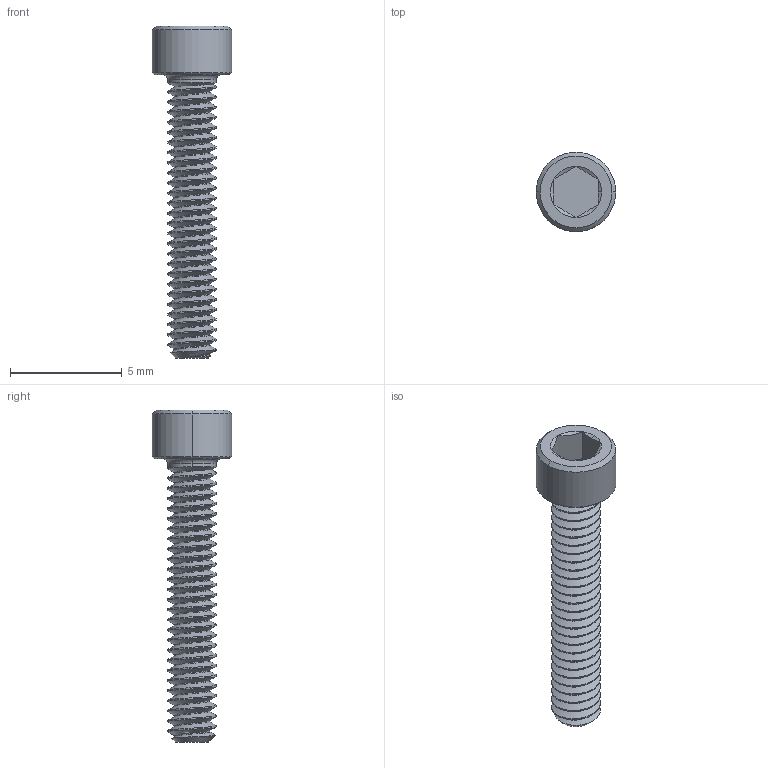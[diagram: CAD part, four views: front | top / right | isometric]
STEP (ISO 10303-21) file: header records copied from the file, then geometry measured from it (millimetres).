
FILE_DESCRIPTION (( 'STEP AP203' ), '1' );
FILE_NAME ('92196A081_18-8 Stainless Steel Socket Head Screw.STEP', '2023-02-01T16:15:26', ( 'Administrator' ), ( 'Managed by Terraform' ), 'SwSTEP 2.0', 'SolidWorks 2017', '' );
FILE_SCHEMA (( 'CONFIG_CONTROL_DESIGN' ));
Length unit declared in the file: inch
Products named in the file (1): 92196A081_18-8 Stainless Steel Socket Head Screw
Bounding box: 3.57 x 3.57 x 14.88 mm (x, y, z)
Volume: 52.9 mm3; surface area: 180.7 mm2
Topology: 1 solids, 1 shells, 88 faces, 233 edges, 149 vertices
Faces by surface type: cylinder 57, cone 16, plane 10, bspline 3, torus 2
Entity records: 6081 total; most frequent: CARTESIAN_POINT 4173, ORIENTED_EDGE 466, DIRECTION 308, EDGE_CURVE 233, VERTEX_POINT 149, AXIS2_PLACEMENT_3D 115, EDGE_LOOP 90, ADVANCED_FACE 88
